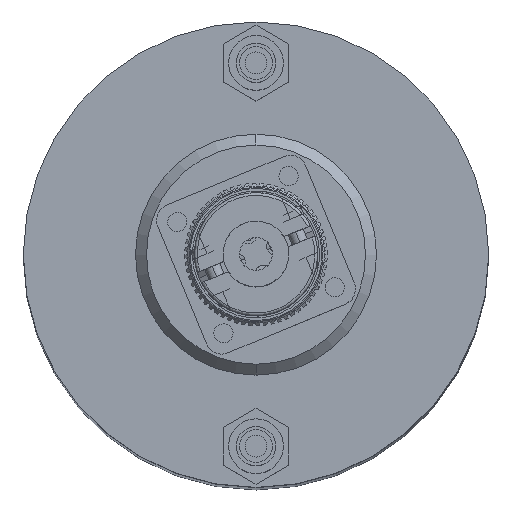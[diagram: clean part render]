
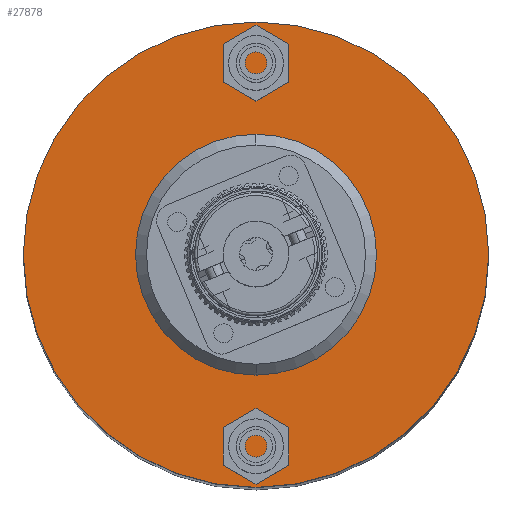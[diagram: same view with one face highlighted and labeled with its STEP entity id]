
A CAD part, top view. The second image highlights one B-rep face of the part: STEP entity #27878.
In plain terms, the highlighted face is planar.
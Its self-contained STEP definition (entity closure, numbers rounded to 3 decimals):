
#4509 = CARTESIAN_POINT ( 'NONE',  ( 2., 42.5, 0. ) ) ;
#6173 = CARTESIAN_POINT ( 'NONE',  ( 2., -22., 0. ) ) ;
#6863 = CIRCLE ( 'NONE', #52801, 42.5 ) ;
#8692 = CIRCLE ( 'NONE', #33606, 22. ) ;
#9187 = DIRECTION ( 'NONE',  ( 0., 1., 0. ) ) ;
#11530 = DIRECTION ( 'NONE',  ( -1., 0., 0. ) ) ;
#13549 = AXIS2_PLACEMENT_3D ( 'NONE', #40260, #56530, #9187 ) ;
#14366 = CIRCLE ( 'NONE', #35903, 22. ) ;
#16566 = FACE_OUTER_BOUND ( 'NONE', #49922, .T. ) ;
#17777 = EDGE_CURVE ( 'NONE', #30772, #95764, #6863, .T. ) ;
#18820 = ORIENTED_EDGE ( 'NONE', *, *, #17777, .F. ) ;
#27793 = DIRECTION ( 'NONE',  ( 0., 1., 0. ) ) ;
#27878 = ADVANCED_FACE ( 'NONE', ( #56128, #16566 ), #44485, .F. ) ;
#30772 = VERTEX_POINT ( 'NONE', #39287 ) ;
#30852 = DIRECTION ( 'NONE',  ( 0., 1., 0. ) ) ;
#32174 = EDGE_LOOP ( 'NONE', ( #92606, #41103 ) ) ;
#33606 = AXIS2_PLACEMENT_3D ( 'NONE', #43634, #11530, #27793 ) ;
#35903 = AXIS2_PLACEMENT_3D ( 'NONE', #70491, #79442, #38934 ) ;
#37237 = ORIENTED_EDGE ( 'NONE', *, *, #40548, .F. ) ;
#37627 = AXIS2_PLACEMENT_3D ( 'NONE', #78369, #78688, #86268 ) ;
#38760 = DIRECTION ( 'NONE',  ( 1., 0., 0. ) ) ;
#38934 = DIRECTION ( 'NONE',  ( 0., 1., 0. ) ) ;
#39287 = CARTESIAN_POINT ( 'NONE',  ( 2., -42.5, 0. ) ) ;
#40260 = CARTESIAN_POINT ( 'NONE',  ( 2., 0., 0. ) ) ;
#40548 = EDGE_CURVE ( 'NONE', #95764, #30772, #74850, .T. ) ;
#41103 = ORIENTED_EDGE ( 'NONE', *, *, #81673, .F. ) ;
#43634 = CARTESIAN_POINT ( 'NONE',  ( 2., 0., 0. ) ) ;
#44485 = PLANE ( 'NONE',  #37627 ) ;
#49922 = EDGE_LOOP ( 'NONE', ( #37237, #18820 ) ) ;
#52801 = AXIS2_PLACEMENT_3D ( 'NONE', #94014, #38760, #30852 ) ;
#56128 = FACE_BOUND ( 'NONE', #32174, .T. ) ;
#56465 = EDGE_CURVE ( 'NONE', #91515, #78256, #14366, .T. ) ;
#56530 = DIRECTION ( 'NONE',  ( 1., 0., 0. ) ) ;
#70491 = CARTESIAN_POINT ( 'NONE',  ( 2., 0., 0. ) ) ;
#74850 = CIRCLE ( 'NONE', #13549, 42.5 ) ;
#78256 = VERTEX_POINT ( 'NONE', #6173 ) ;
#78369 = CARTESIAN_POINT ( 'NONE',  ( 2., -22., 0. ) ) ;
#78688 = DIRECTION ( 'NONE',  ( 1., 0., 0. ) ) ;
#79442 = DIRECTION ( 'NONE',  ( -1., 0., 0. ) ) ;
#81673 = EDGE_CURVE ( 'NONE', #78256, #91515, #8692, .T. ) ;
#86268 = DIRECTION ( 'NONE',  ( 0., 1., 0. ) ) ;
#91515 = VERTEX_POINT ( 'NONE', #100814 ) ;
#92606 = ORIENTED_EDGE ( 'NONE', *, *, #56465, .F. ) ;
#94014 = CARTESIAN_POINT ( 'NONE',  ( 2., 0., 0. ) ) ;
#95764 = VERTEX_POINT ( 'NONE', #4509 ) ;
#100814 = CARTESIAN_POINT ( 'NONE',  ( 2., 22., 0. ) ) ;
